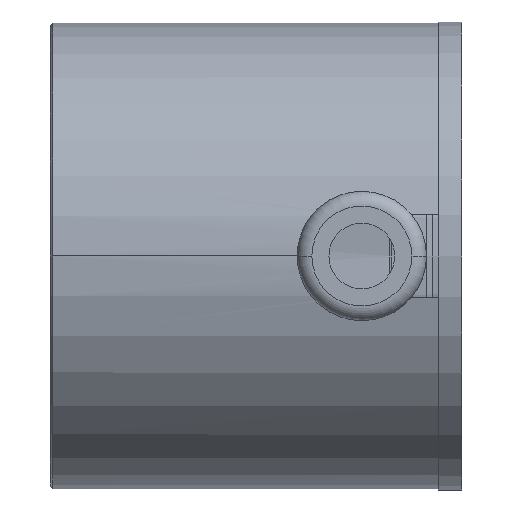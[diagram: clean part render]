
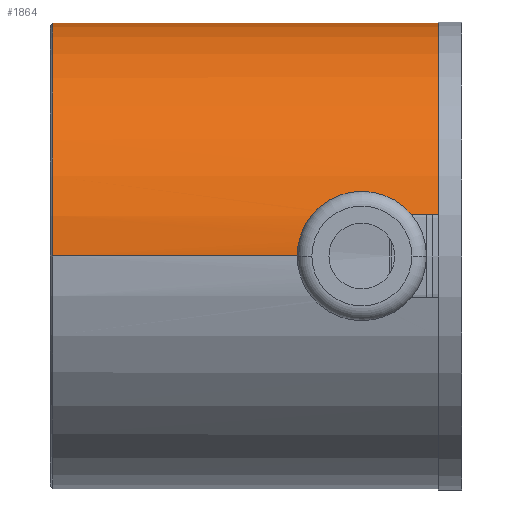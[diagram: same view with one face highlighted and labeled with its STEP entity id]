
A CAD part, left-side view. The second image highlights one B-rep face of the part: STEP entity #1864.
In plain terms, the highlighted cylindrical face has radius 19.8 mm (diameter 39.6 mm), a partial arc.
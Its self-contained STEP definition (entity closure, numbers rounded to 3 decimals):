
#139 = CIRCLE ( 'NONE', #1014, 19.8 ) ;
#151 = CARTESIAN_POINT ( 'NONE',  ( 19.8, 32.8, 0. ) ) ;
#165 = CIRCLE ( 'NONE', #1573, 19.8 ) ;
#228 = CARTESIAN_POINT ( 'NONE',  ( 19.8, 32.8, 19.8 ) ) ;
#244 = LINE ( 'NONE', #3224, #2720 ) ;
#274 = DIRECTION ( 'NONE',  ( 0., 0., 1. ) ) ;
#277 = CARTESIAN_POINT ( 'NONE',  ( 39.6, 32.8, 0. ) ) ;
#302 = CARTESIAN_POINT ( 'NONE',  ( 0.02, 9.888, 0.909 ) ) ;
#332 = EDGE_CURVE ( 'NONE', #1782, #1594, #1200, .T. ) ;
#351 = CARTESIAN_POINT ( 'NONE',  ( 0.312, 0., 3.5 ) ) ;
#363 = VERTEX_POINT ( 'NONE', #2452 ) ;
#463 = CARTESIAN_POINT ( 'NONE',  ( 0., 10., 0.229 ) ) ;
#513 = ORIENTED_EDGE ( 'NONE', *, *, #3069, .T. ) ;
#522 = DIRECTION ( 'NONE',  ( 0., -1., 0. ) ) ;
#526 = LINE ( 'NONE', #277, #2157 ) ;
#534 = CARTESIAN_POINT ( 'NONE',  ( 0.312, 6.732, 3.5 ) ) ;
#560 = DIRECTION ( 'NONE',  ( 0., 1., 0. ) ) ;
#651 = DIRECTION ( 'NONE',  ( 0., 0., 1. ) ) ;
#691 = CARTESIAN_POINT ( 'NONE',  ( 0.175, 8.815, 2.635 ) ) ;
#747 = VERTEX_POINT ( 'NONE', #1676 ) ;
#784 = CARTESIAN_POINT ( 'NONE',  ( 0.28, 7.63, 3.32 ) ) ;
#835 = AXIS2_PLACEMENT_3D ( 'NONE', #2082, #560, #1844 ) ;
#840 = EDGE_CURVE ( 'NONE', #1972, #363, #165, .T. ) ;
#995 = DIRECTION ( 'NONE',  ( 0., 1., 0. ) ) ;
#1014 = AXIS2_PLACEMENT_3D ( 'NONE', #151, #2905, #651 ) ;
#1057 = CARTESIAN_POINT ( 'NONE',  ( 0.135, 9.137, 2.313 ) ) ;
#1200 = LINE ( 'NONE', #2191, #1737 ) ;
#1213 = CARTESIAN_POINT ( 'NONE',  ( 0.004, 9.978, 0.456 ) ) ;
#1225 = AXIS2_PLACEMENT_3D ( 'NONE', #2296, #2805, #2329 ) ;
#1231 = VERTEX_POINT ( 'NONE', #2236 ) ;
#1244 = CARTESIAN_POINT ( 'NONE',  ( 19.8, 32.8, 0. ) ) ;
#1284 = EDGE_CURVE ( 'NONE', #1893, #363, #244, .T. ) ;
#1458 = CARTESIAN_POINT ( 'NONE',  ( 0., 10., 0. ) ) ;
#1573 = AXIS2_PLACEMENT_3D ( 'NONE', #1244, #522, #274 ) ;
#1583 = FACE_OUTER_BOUND ( 'NONE', #1749, .T. ) ;
#1594 = VERTEX_POINT ( 'NONE', #3176 ) ;
#1653 = DIRECTION ( 'NONE',  ( 0., 1., 0. ) ) ;
#1676 = CARTESIAN_POINT ( 'NONE',  ( 39.6, 32.8, 0. ) ) ;
#1698 = CARTESIAN_POINT ( 'NONE',  ( 0.077, 9.538, 1.754 ) ) ;
#1707 = ORIENTED_EDGE ( 'NONE', *, *, #332, .F. ) ;
#1737 = VECTOR ( 'NONE', #1653, 1000. ) ;
#1749 = EDGE_LOOP ( 'NONE', ( #2037, #513, #2779, #2875, #2761, #2091, #1707 ) ) ;
#1782 = VERTEX_POINT ( 'NONE', #351 ) ;
#1801 = CARTESIAN_POINT ( 'NONE',  ( 0.234, 8.255, 3.037 ) ) ;
#1844 = DIRECTION ( 'NONE',  ( -1., 0., 0. ) ) ;
#1864 = ADVANCED_FACE ( 'NONE', ( #1583 ), #2117, .T. ) ;
#1893 = VERTEX_POINT ( 'NONE', #2836 ) ;
#1903 = CIRCLE ( 'NONE', #1225, 19.8 ) ;
#1941 = CARTESIAN_POINT ( 'NONE',  ( 0.292, 7.408, 3.388 ) ) ;
#1972 = VERTEX_POINT ( 'NONE', #228 ) ;
#2015 = DIRECTION ( 'NONE',  ( 0., 1., 0. ) ) ;
#2020 = CARTESIAN_POINT ( 'NONE',  ( 0.312, 6.5, 3.5 ) ) ;
#2037 = ORIENTED_EDGE ( 'NONE', *, *, #2786, .T. ) ;
#2082 = CARTESIAN_POINT ( 'NONE',  ( 19.8, 32.8, 0. ) ) ;
#2091 = ORIENTED_EDGE ( 'NONE', *, *, #2400, .F. ) ;
#2117 = CYLINDRICAL_SURFACE ( 'NONE', #835, 19.8 ) ;
#2157 = VECTOR ( 'NONE', #2015, 1000. ) ;
#2191 = CARTESIAN_POINT ( 'NONE',  ( 0.312, 32.8, 3.5 ) ) ;
#2236 = CARTESIAN_POINT ( 'NONE',  ( 39.6, 0., 0. ) ) ;
#2296 = CARTESIAN_POINT ( 'NONE',  ( 19.8, 0., 0. ) ) ;
#2329 = DIRECTION ( 'NONE',  ( -1., 0., 0. ) ) ;
#2400 = EDGE_CURVE ( 'NONE', #1594, #1893, #3083, .T. ) ;
#2445 = CARTESIAN_POINT ( 'NONE',  ( 0.251, 8.054, 3.144 ) ) ;
#2452 = CARTESIAN_POINT ( 'NONE',  ( 0., 32.8, 0. ) ) ;
#2519 = CARTESIAN_POINT ( 'NONE',  ( 0.06, 9.646, 1.551 ) ) ;
#2691 = CARTESIAN_POINT ( 'NONE',  ( 0.031, 9.821, 1.13 ) ) ;
#2720 = VECTOR ( 'NONE', #995, 1000. ) ;
#2761 = ORIENTED_EDGE ( 'NONE', *, *, #1284, .F. ) ;
#2779 = ORIENTED_EDGE ( 'NONE', *, *, #2967, .T. ) ;
#2786 = EDGE_CURVE ( 'NONE', #1782, #1231, #1903, .T. ) ;
#2791 = CARTESIAN_POINT ( 'NONE',  ( 0.115, 9.282, 2.137 ) ) ;
#2805 = DIRECTION ( 'NONE',  ( 0., 1., 0. ) ) ;
#2836 = CARTESIAN_POINT ( 'NONE',  ( 0., 10., 0. ) ) ;
#2875 = ORIENTED_EDGE ( 'NONE', *, *, #840, .T. ) ;
#2905 = DIRECTION ( 'NONE',  ( 0., -1., 0. ) ) ;
#2942 = CARTESIAN_POINT ( 'NONE',  ( 0.196, 8.635, 2.783 ) ) ;
#2967 = EDGE_CURVE ( 'NONE', #747, #1972, #139, .T. ) ;
#3041 = CARTESIAN_POINT ( 'NONE',  ( 0.308, 6.96, 3.477 ) ) ;
#3069 = EDGE_CURVE ( 'NONE', #1231, #747, #526, .T. ) ;
#3083 = B_SPLINE_CURVE_WITH_KNOTS ( 'NONE', 3,
 ( #2020, #534, #3041, #1941, #784, #2445, #1801, #2942, #691, #1057, #2791, #1698, #2519, #2691, #302, #1213, #463, #1458 ),
 .UNSPECIFIED., .F., .F.,
 ( 4, 2, 2, 2, 2, 2, 2, 2, 4 ),
 ( 0., 0.001, 0.001, 0.002, 0.003, 0.003, 0.004, 0.005, 0.005 ),
 .UNSPECIFIED. ) ;
#3176 = CARTESIAN_POINT ( 'NONE',  ( 0.312, 6.5, 3.5 ) ) ;
#3224 = CARTESIAN_POINT ( 'NONE',  ( 0., 32.8, 0. ) ) ;
